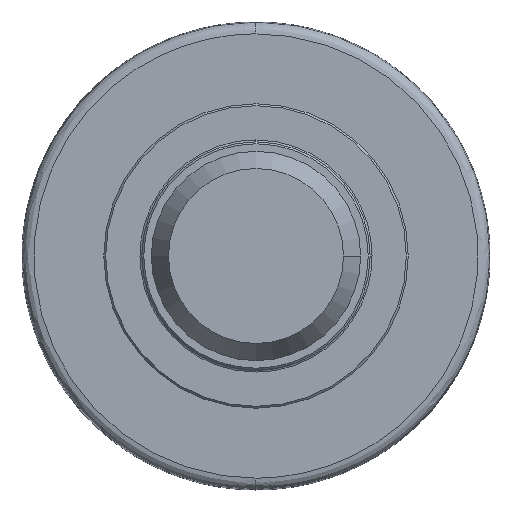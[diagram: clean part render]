
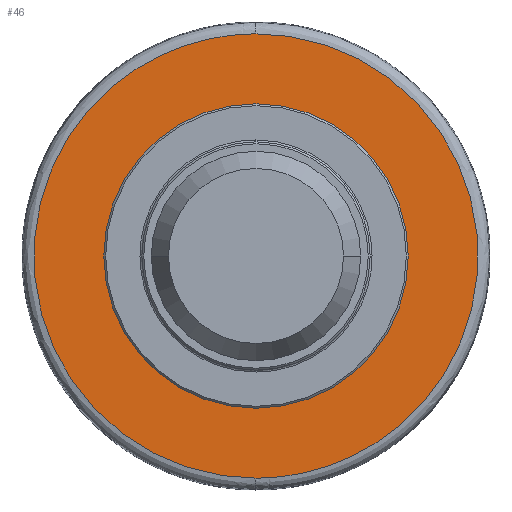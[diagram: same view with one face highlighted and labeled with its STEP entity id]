
A CAD part, left-side view. The second image highlights one B-rep face of the part: STEP entity #46.
In plain terms, the highlighted planar face has unit normal (-1, 0, 0).
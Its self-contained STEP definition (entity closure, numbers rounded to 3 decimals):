
#46 = ADVANCED_FACE ( 'NONE', ( #396, #390 ), #2506, .T. ) ;
#272 = AXIS2_PLACEMENT_3D ( 'NONE', #2500, #2507, #2508 ) ;
#341 = EDGE_CURVE ( 'NONE', #2103, #2102, #625, .T. ) ;
#390 = FACE_OUTER_BOUND ( 'NONE', #1915, .T. ) ;
#396 = FACE_BOUND ( 'NONE', #1901, .T. ) ;
#625 = CIRCLE ( 'NONE', #729, 40. ) ;
#668 = CIRCLE ( 'NONE', #789, 40. ) ;
#729 = AXIS2_PLACEMENT_3D ( 'NONE', #3103, #3104, #3105 ) ;
#789 = AXIS2_PLACEMENT_3D ( 'NONE', #1418, #1420, #1422 ) ;
#904 = CARTESIAN_POINT ( 'NONE',  ( 30.1, 0., -58.38 ) ) ;
#905 = CARTESIAN_POINT ( 'NONE',  ( 30.1, 0., 58.38 ) ) ;
#911 = CARTESIAN_POINT ( 'NONE',  ( 30.1, -40., 0. ) ) ;
#912 = CARTESIAN_POINT ( 'NONE',  ( 30.1, 40., 0. ) ) ;
#1322 = CARTESIAN_POINT ( 'NONE',  ( 30.1, 0., 58.38 ) ) ;
#1417 = CARTESIAN_POINT ( 'NONE',  ( 30.1, 0., -58.38 ) ) ;
#1418 = CARTESIAN_POINT ( 'NONE',  ( 30.1, 0., 0. ) ) ;
#1419 = CARTESIAN_POINT ( 'NONE',  ( 30.1, -116.759, 58.38 ) ) ;
#1420 = DIRECTION ( 'NONE',  ( 1., 0., 0. ) ) ;
#1422 = DIRECTION ( 'NONE',  ( 0., 1., 0. ) ) ;
#1424 = CARTESIAN_POINT ( 'NONE',  ( 30.1, -116.759, -58.38 ) ) ;
#1425 = CARTESIAN_POINT ( 'NONE',  ( 30.1, 0., -58.38 ) ) ;
#1427 = CARTESIAN_POINT ( 'NONE',  ( 30.1, 116.759, -58.38 ) ) ;
#1428 = CARTESIAN_POINT ( 'NONE',  ( 30.1, 116.759, 58.38 ) ) ;
#1429 = CARTESIAN_POINT ( 'NONE',  ( 30.1, 0., 58.38 ) ) ;
#1560 = ORIENTED_EDGE ( 'NONE', *, *, #341, .T. ) ;
#1565 = ORIENTED_EDGE ( 'NONE', *, *, #1679, .T. ) ;
#1568 = ORIENTED_EDGE ( 'NONE', *, *, #1680, .F. ) ;
#1569 = ORIENTED_EDGE ( 'NONE', *, *, #1678, .F. ) ;
#1678 = EDGE_CURVE ( 'NONE', #2096, #2095, #3120, .T. ) ;
#1679 = EDGE_CURVE ( 'NONE', #2102, #2103, #668, .T. ) ;
#1680 = EDGE_CURVE ( 'NONE', #2095, #2096, #3121, .T. ) ;
#1901 = EDGE_LOOP ( 'NONE', ( #1560, #1565 ) ) ;
#1915 = EDGE_LOOP ( 'NONE', ( #1568, #1569 ) ) ;
#2095 = VERTEX_POINT ( 'NONE', #904 ) ;
#2096 = VERTEX_POINT ( 'NONE', #905 ) ;
#2102 = VERTEX_POINT ( 'NONE', #911 ) ;
#2103 = VERTEX_POINT ( 'NONE', #912 ) ;
#2500 = CARTESIAN_POINT ( 'NONE',  ( 30.1, 53.039, 0. ) ) ;
#2506 = PLANE ( 'NONE',  #272 ) ;
#2507 = DIRECTION ( 'NONE',  ( -1., 0., 0. ) ) ;
#2508 = DIRECTION ( 'NONE',  ( 0., 0., 1. ) ) ;
#3103 = CARTESIAN_POINT ( 'NONE',  ( 30.1, 0., 0. ) ) ;
#3104 = DIRECTION ( 'NONE',  ( 1., 0., 0. ) ) ;
#3105 = DIRECTION ( 'NONE',  ( 0., 1., 0. ) ) ;
#3120 =( BOUNDED_CURVE ( )  B_SPLINE_CURVE ( 3, ( #1322, #1419, #1424, #1425 ),
 .UNSPECIFIED., .F., .F. ) 
 B_SPLINE_CURVE_WITH_KNOTS ( ( 4, 4 ),
 ( 0.25, 0.75 ),
 .UNSPECIFIED. ) 
 CURVE ( )  GEOMETRIC_REPRESENTATION_ITEM ( )  RATIONAL_B_SPLINE_CURVE ( ( 1., 0.333, 0.333, 1. ) ) 
 REPRESENTATION_ITEM ( '' )  );
#3121 =( BOUNDED_CURVE ( )  B_SPLINE_CURVE ( 3, ( #1417, #1427, #1428, #1429 ),
 .UNSPECIFIED., .F., .T. ) 
 B_SPLINE_CURVE_WITH_KNOTS ( ( 4, 4 ),
 ( 0.75, 1.25 ),
 .UNSPECIFIED. ) 
 CURVE ( )  GEOMETRIC_REPRESENTATION_ITEM ( )  RATIONAL_B_SPLINE_CURVE ( ( 1., 0.333, 0.333, 1. ) ) 
 REPRESENTATION_ITEM ( '' )  );
